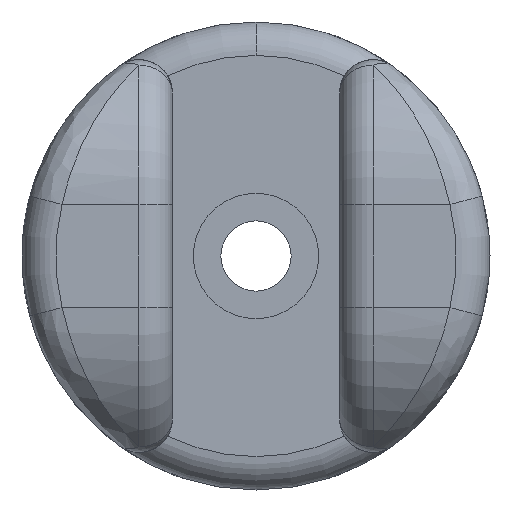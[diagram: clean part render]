
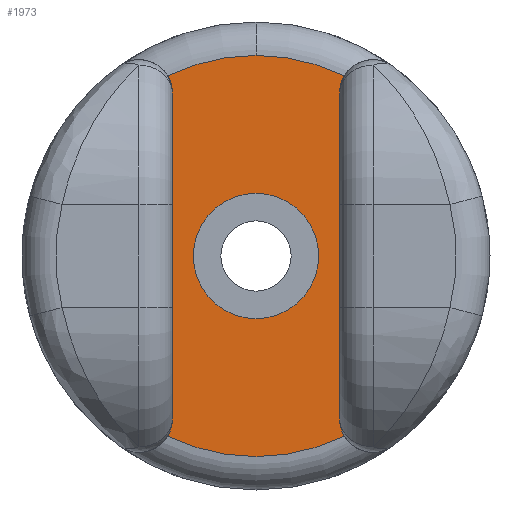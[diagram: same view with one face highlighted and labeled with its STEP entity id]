
A CAD part, front view. The second image highlights one B-rep face of the part: STEP entity #1973.
In plain terms, the highlighted planar face has unit normal (0, -1, 0).
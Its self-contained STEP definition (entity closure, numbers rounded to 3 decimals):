
#9 = EDGE_CURVE ( 'NONE', #191, #1791, #1465, .T. ) ;
#11 = CARTESIAN_POINT ( 'NONE',  ( 0., -72., 0. ) ) ;
#15 = DIRECTION ( 'NONE',  ( 0., 0., 1. ) ) ;
#36 = DIRECTION ( 'NONE',  ( 0., 0., -1. ) ) ;
#53 = CARTESIAN_POINT ( 'NONE',  ( 0., -72., 0. ) ) ;
#76 = CIRCLE ( 'NONE', #631, 12. ) ;
#107 = ORIENTED_EDGE ( 'NONE', *, *, #1745, .T. ) ;
#122 = EDGE_CURVE ( 'NONE', #1376, #864, #76, .T. ) ;
#127 = DIRECTION ( 'NONE',  ( 0., 0., 1. ) ) ;
#153 = DIRECTION ( 'NONE',  ( 0., 0., 1. ) ) ;
#156 = CIRCLE ( 'NONE', #1990, 2. ) ;
#160 = ORIENTED_EDGE ( 'NONE', *, *, #1703, .F. ) ;
#181 = DIRECTION ( 'NONE',  ( 0., 0., -1. ) ) ;
#191 = VERTEX_POINT ( 'NONE', #556 ) ;
#233 = CARTESIAN_POINT ( 'NONE',  ( 7., -72., -9.747 ) ) ;
#279 = CIRCLE ( 'NONE', #1249, 3.75 ) ;
#284 = EDGE_CURVE ( 'NONE', #1791, #191, #279, .T. ) ;
#293 = DIRECTION ( 'NONE',  ( 0., 1., 0. ) ) ;
#304 = VERTEX_POINT ( 'NONE', #688 ) ;
#305 = EDGE_CURVE ( 'NONE', #1152, #436, #156, .T. ) ;
#308 = CARTESIAN_POINT ( 'NONE',  ( -7., -72., -9.747 ) ) ;
#331 = DIRECTION ( 'NONE',  ( 0., -1., 0. ) ) ;
#338 = EDGE_CURVE ( 'NONE', #1010, #304, #1413, .T. ) ;
#352 = DIRECTION ( 'NONE',  ( 0., 0., 1. ) ) ;
#386 = EDGE_LOOP ( 'NONE', ( #107, #544, #1523, #1063, #160, #1657, #1221, #799, #1447 ) ) ;
#394 = DIRECTION ( 'NONE',  ( 0., 0., 1. ) ) ;
#408 = CARTESIAN_POINT ( 'NONE',  ( -5.284, -72., -10.774 ) ) ;
#413 = DIRECTION ( 'NONE',  ( 0., 1., 0. ) ) ;
#436 = VERTEX_POINT ( 'NONE', #1474 ) ;
#544 = ORIENTED_EDGE ( 'NONE', *, *, #338, .T. ) ;
#553 = DIRECTION ( 'NONE',  ( 0., -1., 0. ) ) ;
#556 = CARTESIAN_POINT ( 'NONE',  ( 0., -72., -3.75 ) ) ;
#580 = CARTESIAN_POINT ( 'NONE',  ( 7., -72., 9.747 ) ) ;
#623 = CARTESIAN_POINT ( 'NONE',  ( -5., -72., -20. ) ) ;
#631 = AXIS2_PLACEMENT_3D ( 'NONE', #1943, #553, #1020 ) ;
#636 = VECTOR ( 'NONE', #1350, 1000. ) ;
#650 = CARTESIAN_POINT ( 'NONE',  ( 5., -72., -9.747 ) ) ;
#678 = EDGE_CURVE ( 'NONE', #304, #1152, #1342, .T. ) ;
#688 = CARTESIAN_POINT ( 'NONE',  ( 0., -72., 12. ) ) ;
#700 = VERTEX_POINT ( 'NONE', #650 ) ;
#707 = DIRECTION ( 'NONE',  ( 0., 0., 1. ) ) ;
#712 = FACE_BOUND ( 'NONE', #1963, .T. ) ;
#719 = CARTESIAN_POINT ( 'NONE',  ( 5., -72., -20. ) ) ;
#777 = CARTESIAN_POINT ( 'NONE',  ( 0., -72., 0. ) ) ;
#799 = ORIENTED_EDGE ( 'NONE', *, *, #900, .T. ) ;
#801 = CARTESIAN_POINT ( 'NONE',  ( -5.284, -72., 10.774 ) ) ;
#817 = AXIS2_PLACEMENT_3D ( 'NONE', #11, #331, #352 ) ;
#834 = CIRCLE ( 'NONE', #1614, 2. ) ;
#861 = ORIENTED_EDGE ( 'NONE', *, *, #284, .F. ) ;
#864 = VERTEX_POINT ( 'NONE', #1458 ) ;
#900 = EDGE_CURVE ( 'NONE', #864, #700, #1164, .T. ) ;
#970 = AXIS2_PLACEMENT_3D ( 'NONE', #623, #293, #1542 ) ;
#1009 = VERTEX_POINT ( 'NONE', #1822 ) ;
#1010 = VERTEX_POINT ( 'NONE', #1326 ) ;
#1020 = DIRECTION ( 'NONE',  ( 0., 0., 1. ) ) ;
#1030 = LINE ( 'NONE', #1683, #1141 ) ;
#1033 = DIRECTION ( 'NONE',  ( 0., 1., 0. ) ) ;
#1049 = LINE ( 'NONE', #719, #636 ) ;
#1058 = CARTESIAN_POINT ( 'NONE',  ( 0., -72., 3.75 ) ) ;
#1063 = ORIENTED_EDGE ( 'NONE', *, *, #305, .T. ) ;
#1092 = FACE_OUTER_BOUND ( 'NONE', #386, .T. ) ;
#1099 = DIRECTION ( 'NONE',  ( 0., 1., 0. ) ) ;
#1141 = VECTOR ( 'NONE', #394, 1000. ) ;
#1152 = VERTEX_POINT ( 'NONE', #801 ) ;
#1164 = CIRCLE ( 'NONE', #1273, 2. ) ;
#1181 = EDGE_CURVE ( 'NONE', #1244, #1376, #834, .T. ) ;
#1190 = CIRCLE ( 'NONE', #1430, 2. ) ;
#1221 = ORIENTED_EDGE ( 'NONE', *, *, #122, .T. ) ;
#1244 = VERTEX_POINT ( 'NONE', #1859 ) ;
#1249 = AXIS2_PLACEMENT_3D ( 'NONE', #1750, #1274, #181 ) ;
#1273 = AXIS2_PLACEMENT_3D ( 'NONE', #233, #1033, #707 ) ;
#1274 = DIRECTION ( 'NONE',  ( 0., -1., 0. ) ) ;
#1279 = CARTESIAN_POINT ( 'NONE',  ( -7., -72., 9.747 ) ) ;
#1302 = DIRECTION ( 'NONE',  ( 0., -1., 0. ) ) ;
#1326 = CARTESIAN_POINT ( 'NONE',  ( 5.284, -72., 10.774 ) ) ;
#1342 = CIRCLE ( 'NONE', #1975, 12. ) ;
#1350 = DIRECTION ( 'NONE',  ( 0., 0., 1. ) ) ;
#1376 = VERTEX_POINT ( 'NONE', #408 ) ;
#1389 = PLANE ( 'NONE',  #970 ) ;
#1413 = CIRCLE ( 'NONE', #817, 12. ) ;
#1430 = AXIS2_PLACEMENT_3D ( 'NONE', #580, #413, #1667 ) ;
#1447 = ORIENTED_EDGE ( 'NONE', *, *, #1692, .T. ) ;
#1458 = CARTESIAN_POINT ( 'NONE',  ( 5.284, -72., -10.774 ) ) ;
#1465 = CIRCLE ( 'NONE', #1890, 3.75 ) ;
#1474 = CARTESIAN_POINT ( 'NONE',  ( -5., -72., 9.747 ) ) ;
#1523 = ORIENTED_EDGE ( 'NONE', *, *, #678, .T. ) ;
#1542 = DIRECTION ( 'NONE',  ( 0., 0., 1. ) ) ;
#1614 = AXIS2_PLACEMENT_3D ( 'NONE', #308, #1099, #153 ) ;
#1657 = ORIENTED_EDGE ( 'NONE', *, *, #1181, .T. ) ;
#1667 = DIRECTION ( 'NONE',  ( 0., 0., 1. ) ) ;
#1683 = CARTESIAN_POINT ( 'NONE',  ( -5., -72., -20. ) ) ;
#1692 = EDGE_CURVE ( 'NONE', #700, #1009, #1049, .T. ) ;
#1703 = EDGE_CURVE ( 'NONE', #1244, #436, #1030, .T. ) ;
#1745 = EDGE_CURVE ( 'NONE', #1009, #1010, #1190, .T. ) ;
#1750 = CARTESIAN_POINT ( 'NONE',  ( 0., -72., 0. ) ) ;
#1760 = ORIENTED_EDGE ( 'NONE', *, *, #9, .F. ) ;
#1773 = DIRECTION ( 'NONE',  ( 0., 1., 0. ) ) ;
#1791 = VERTEX_POINT ( 'NONE', #1058 ) ;
#1822 = CARTESIAN_POINT ( 'NONE',  ( 5., -72., 9.747 ) ) ;
#1859 = CARTESIAN_POINT ( 'NONE',  ( -5., -72., -9.747 ) ) ;
#1867 = DIRECTION ( 'NONE',  ( 0., -1., 0. ) ) ;
#1890 = AXIS2_PLACEMENT_3D ( 'NONE', #53, #1302, #36 ) ;
#1943 = CARTESIAN_POINT ( 'NONE',  ( 0., -72., 0. ) ) ;
#1963 = EDGE_LOOP ( 'NONE', ( #1760, #861 ) ) ;
#1973 = ADVANCED_FACE ( 'NONE', ( #712, #1092 ), #1389, .F. ) ;
#1975 = AXIS2_PLACEMENT_3D ( 'NONE', #777, #1867, #127 ) ;
#1990 = AXIS2_PLACEMENT_3D ( 'NONE', #1279, #1773, #15 ) ;
